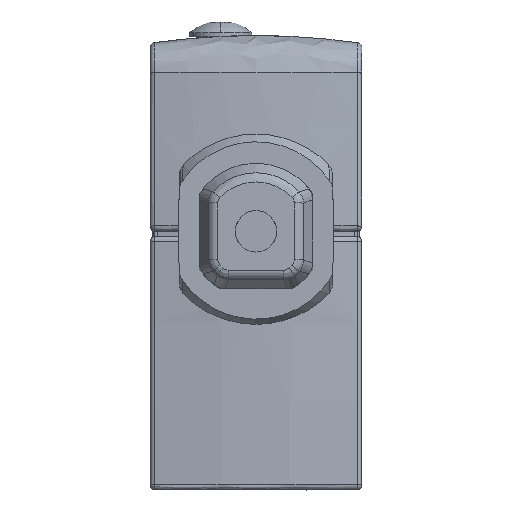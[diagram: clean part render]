
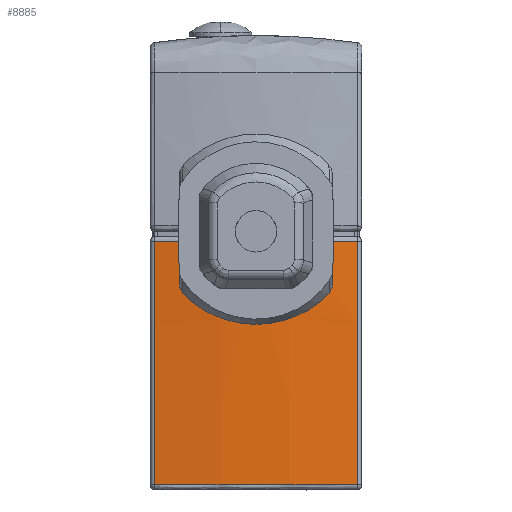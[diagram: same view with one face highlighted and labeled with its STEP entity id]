
A CAD part, front view. The second image highlights one B-rep face of the part: STEP entity #8885.
In plain terms, the highlighted free-form (B-spline) face has degree [3, 3] with [4, 4] control points.
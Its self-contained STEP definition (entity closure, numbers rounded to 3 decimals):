
#360=CARTESIAN_POINT('',(0.,26.121,0.465));
#361=DIRECTION('',(0.,-0.001,-1.));
#362=DIRECTION('',(0.139,-0.99,0.001));
#363=AXIS2_PLACEMENT_3D('',#360,#361,#362);
#2070=CARTESIAN_POINT('',(-9.82,841.803,-7.5));
#2071=DIRECTION('',(-1.,0.,0.));
#2072=DIRECTION('',(0.,-1.,0.009));
#2073=AXIS2_PLACEMENT_3D('',#2070,#2071,#2072);
#2075=CARTESIAN_POINT('',(-7.412,-43.514,
19.979));
#2076=CARTESIAN_POINT('',(-7.42,-43.499,
20.428));
#2077=CARTESIAN_POINT('',(-7.436,-43.469,
21.325));
#2078=CARTESIAN_POINT('',(-7.459,-43.422,
22.671));
#2079=CARTESIAN_POINT('',(-7.475,-43.389,
23.569));
#2080=CARTESIAN_POINT('',(-7.483,-43.372,
24.018));
#2082=CARTESIAN_POINT('',(0.,-44.02,
16.004));
#2083=CARTESIAN_POINT('',(-0.531,-44.02,
16.004));
#2084=CARTESIAN_POINT('',(-1.591,-44.007,
16.09));
#2085=CARTESIAN_POINT('',(-3.139,-43.947,
16.475));
#2086=CARTESIAN_POINT('',(-4.599,-43.849,
17.1));
#2087=CARTESIAN_POINT('',(-5.93,-43.722,
17.948));
#2088=CARTESIAN_POINT('',(-6.71,-43.626,
18.649));
#2089=CARTESIAN_POINT('',(-7.067,-43.579,
19.03));
#2091=CARTESIAN_POINT('',(7.067,-43.579,19.03));
#2092=CARTESIAN_POINT('',(6.708,-43.627,18.648));
#2093=CARTESIAN_POINT('',(5.926,-43.722,17.945));
#2094=CARTESIAN_POINT('',(4.597,-43.848,17.099));
#2095=CARTESIAN_POINT('',(3.14,-43.946,16.474));
#2096=CARTESIAN_POINT('',(1.592,-44.007,16.09));
#2097=CARTESIAN_POINT('',(0.532,-44.02,
16.004));
#2098=CARTESIAN_POINT('',(0.,-44.02,
16.004));
#2100=CARTESIAN_POINT('',(7.483,-43.372,24.018));
#2101=CARTESIAN_POINT('',(7.475,-43.389,23.569));
#2102=CARTESIAN_POINT('',(7.459,-43.422,22.671));
#2103=CARTESIAN_POINT('',(7.436,-43.469,21.325));
#2104=CARTESIAN_POINT('',(7.42,-43.499,20.428));
#2105=CARTESIAN_POINT('',(7.412,-43.514,19.979));
#2107=CARTESIAN_POINT('',(-7.412,-43.514,
19.979));
#2108=CARTESIAN_POINT('',(-7.41,-43.519,
19.846));
#2109=CARTESIAN_POINT('',(-7.376,-43.53,
19.591));
#2110=CARTESIAN_POINT('',(-7.252,-43.553,
19.267));
#2111=CARTESIAN_POINT('',(-7.132,-43.57,
19.099));
#2112=CARTESIAN_POINT('',(-7.067,-43.579,
19.03));
#2131=CARTESIAN_POINT('',(7.067,-43.579,19.03));
#2132=CARTESIAN_POINT('',(7.132,-43.57,19.099));
#2133=CARTESIAN_POINT('',(7.252,-43.553,19.267));
#2134=CARTESIAN_POINT('',(7.376,-43.53,19.591));
#2135=CARTESIAN_POINT('',(7.41,-43.519,19.847));
#2136=CARTESIAN_POINT('',(7.412,-43.514,19.979));
#3398=CARTESIAN_POINT('',(9.82,841.803,-7.5));
#3399=DIRECTION('',(1.,0.,0.));
#3400=DIRECTION('',(0.,-0.999,0.036));
#3401=AXIS2_PLACEMENT_3D('',#3398,#3399,#3400);
#3426=CARTESIAN_POINT('',(7.483,-43.372,24.018));
#3427=CARTESIAN_POINT('',(8.261,-43.289,24.018));
#3428=CARTESIAN_POINT('',(9.04,-43.192,24.018));
#3429=CARTESIAN_POINT('',(9.82,-43.083,24.018));
#3966=CARTESIAN_POINT('',(-9.82,-43.083,
24.018));
#3967=CARTESIAN_POINT('',(-9.04,-43.192,
24.018));
#3968=CARTESIAN_POINT('',(-8.261,-43.289,
24.018));
#3969=CARTESIAN_POINT('',(-7.483,-43.372,
24.018));
#5167=VERTEX_POINT('',#2075);
#5168=VERTEX_POINT('',#2080);
#5169=VERTEX_POINT('',#3966);
#5170=CARTESIAN_POINT('',(-9.82,-43.608,
0.504));
#5171=VERTEX_POINT('',#5170);
#5172=CARTESIAN_POINT('',(9.82,-43.608,
0.504));
#5173=VERTEX_POINT('',#5172);
#5174=CARTESIAN_POINT('',(9.82,-43.083,24.018));
#5175=VERTEX_POINT('',#5174);
#5176=VERTEX_POINT('',#3426);
#5177=VERTEX_POINT('',#2105);
#5178=VERTEX_POINT('',#2131);
#5179=VERTEX_POINT('',#2082);
#5180=VERTEX_POINT('',#2089);
#8847=CARTESIAN_POINT('',(-10.21,-43.01,
24.486));
#8848=CARTESIAN_POINT('',(-3.427,-44.003,
24.514));
#8849=CARTESIAN_POINT('',(3.427,-44.003,24.514));
#8850=CARTESIAN_POINT('',(10.21,-43.01,24.486));
#8851=CARTESIAN_POINT('',(-10.21,-43.304,
16.338));
#8852=CARTESIAN_POINT('',(-3.427,-44.298,
16.357));
#8853=CARTESIAN_POINT('',(3.427,-44.298,16.357));
#8854=CARTESIAN_POINT('',(10.21,-43.304,16.338));
#8855=CARTESIAN_POINT('',(-10.21,-43.486,
8.187));
#8856=CARTESIAN_POINT('',(-3.427,-44.48,
8.196));
#8857=CARTESIAN_POINT('',(3.427,-44.48,8.196));
#8858=CARTESIAN_POINT('',(10.21,-43.486,8.187));
#8859=CARTESIAN_POINT('',(-10.21,-43.555,
0.034));
#8860=CARTESIAN_POINT('',(-3.427,-44.55,
0.034));
#8861=CARTESIAN_POINT('',(3.427,-44.55,
0.034));
#8862=CARTESIAN_POINT('',(10.21,-43.555,
0.034));
#8863=(BOUNDED_SURFACE()B_SPLINE_SURFACE(3,3,((#8847,#8848,#8849,#8850),(#8851,
#8852,#8853,#8854),(#8855,#8856,#8857,#8858),(#8859,#8860,#8861,#8862)),
.UNSPECIFIED.,.F.,.F.,.F.)B_SPLINE_SURFACE_WITH_KNOTS((4,4),(4,4),(0.,1.),(
0.,1.),.UNSPECIFIED.)GEOMETRIC_REPRESENTATION_ITEM()RATIONAL_B_SPLINE_SURFACE(((1.005,0.998,0.998,1.005),(
1.005,0.998,0.998,1.005),(
1.005,0.998,0.998,1.005),(
1.005,0.998,0.998,1.005)))REPRESENTATION_ITEM('')SURFACE());
#8864=ORIENTED_EDGE('',*,*,#7144,.F.);
#8866=ORIENTED_EDGE('',*,*,#8865,.T.);
#8868=ORIENTED_EDGE('',*,*,#8867,.F.);
#8870=ORIENTED_EDGE('',*,*,#8869,.F.);
#8872=ORIENTED_EDGE('',*,*,#8871,.T.);
#8874=ORIENTED_EDGE('',*,*,#8873,.F.);
#8876=ORIENTED_EDGE('',*,*,#8875,.T.);
#8878=ORIENTED_EDGE('',*,*,#8877,.T.);
#8879=ORIENTED_EDGE('',*,*,#6373,.T.);
#8880=ORIENTED_EDGE('',*,*,#8838,.T.);
#8882=ORIENTED_EDGE('',*,*,#8881,.T.);
#8883=EDGE_LOOP('',(#8864,#8866,#8868,#8870,#8872,#8874,#8876,#8878,#8879,#8880,
#8882));
#8884=FACE_OUTER_BOUND('',#8883,.F.);
#8885=ADVANCED_FACE('',(#8884),#8863,.T.);
#364=CIRCLE('',#363,70.417);
#2074=CIRCLE('',#2073,885.447);
#2081=B_SPLINE_CURVE_WITH_KNOTS('',3,(#2075,#2076,#2077,#2078,#2079,#2080),
.UNSPECIFIED.,.F.,.F.,(4,1,1,4),(0.,0.333,0.667,1.),
.UNSPECIFIED.);
#2090=B_SPLINE_CURVE_WITH_KNOTS('',3,(#2082,#2083,#2084,#2085,#2086,#2087,#2088,
#2089),.UNSPECIFIED.,.F.,.F.,(4,1,1,1,1,4),(0.,0.2,0.4,0.6,0.8,1.),
.UNSPECIFIED.);
#2099=B_SPLINE_CURVE_WITH_KNOTS('',3,(#2091,#2092,#2093,#2094,#2095,#2096,#2097,
#2098),.UNSPECIFIED.,.F.,.F.,(4,1,1,1,1,4),(0.,0.2,0.4,0.6,0.8,1.),
.UNSPECIFIED.);
#2106=B_SPLINE_CURVE_WITH_KNOTS('',3,(#2100,#2101,#2102,#2103,#2104,#2105),
.UNSPECIFIED.,.F.,.F.,(4,1,1,4),(0.,0.333,0.667,1.),
.UNSPECIFIED.);
#2113=B_SPLINE_CURVE_WITH_KNOTS('',3,(#2107,#2108,#2109,#2110,#2111,#2112),
.UNSPECIFIED.,.F.,.F.,(4,1,1,4),(0.,0.333,0.667,1.),
.UNSPECIFIED.);
#2137=B_SPLINE_CURVE_WITH_KNOTS('',3,(#2131,#2132,#2133,#2134,#2135,#2136),
.UNSPECIFIED.,.F.,.F.,(4,1,1,4),(0.,0.333,0.667,1.),
.UNSPECIFIED.);
#3402=CIRCLE('',#3401,885.447);
#3430=B_SPLINE_CURVE_WITH_KNOTS('',3,(#3426,#3427,#3428,#3429),.UNSPECIFIED.,
.F.,.F.,(4,4),(0.,1.),.UNSPECIFIED.);
#3970=B_SPLINE_CURVE_WITH_KNOTS('',3,(#3966,#3967,#3968,#3969),.UNSPECIFIED.,
.F.,.F.,(4,4),(0.,1.),.UNSPECIFIED.);
#6373=EDGE_CURVE('',#5173,#5171,#364,.T.);
#7144=EDGE_CURVE('',#5167,#5168,#2081,.T.);
#8838=EDGE_CURVE('',#5171,#5169,#2074,.T.);
#8865=EDGE_CURVE('',#5167,#5180,#2113,.T.);
#8867=EDGE_CURVE('',#5179,#5180,#2090,.T.);
#8869=EDGE_CURVE('',#5178,#5179,#2099,.T.);
#8871=EDGE_CURVE('',#5178,#5177,#2137,.T.);
#8873=EDGE_CURVE('',#5176,#5177,#2106,.T.);
#8875=EDGE_CURVE('',#5176,#5175,#3430,.T.);
#8877=EDGE_CURVE('',#5175,#5173,#3402,.T.);
#8881=EDGE_CURVE('',#5169,#5168,#3970,.T.);
